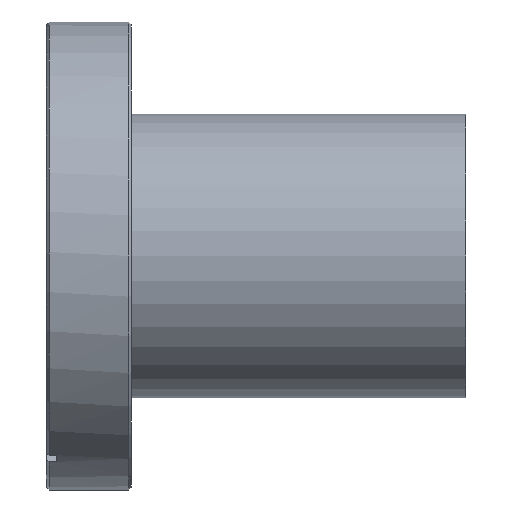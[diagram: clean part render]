
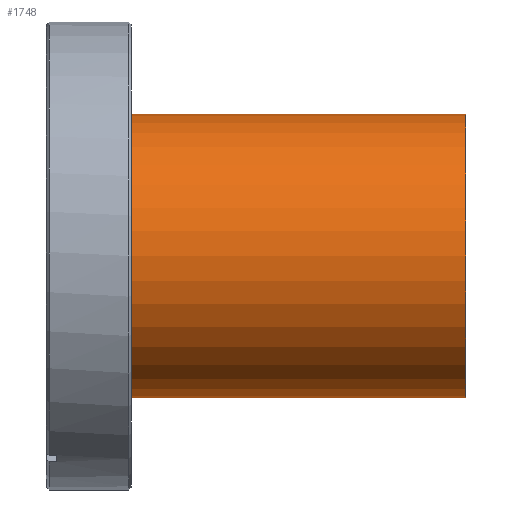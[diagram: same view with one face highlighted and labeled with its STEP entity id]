
A CAD part, left-side view. The second image highlights one B-rep face of the part: STEP entity #1748.
In plain terms, the highlighted cylindrical face has radius 21.2 mm (diameter 42.4 mm), a partial arc.
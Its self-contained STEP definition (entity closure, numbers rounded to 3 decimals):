
#26 = EDGE_CURVE ( 'NONE', #194, #27, #714, .T. ) ;
#27 = VERTEX_POINT ( 'NONE', #1898 ) ;
#107 = DIRECTION ( 'NONE',  ( 0., 0., 1. ) ) ;
#120 = LINE ( 'NONE', #1693, #1811 ) ;
#194 = VERTEX_POINT ( 'NONE', #1329 ) ;
#452 = CARTESIAN_POINT ( 'NONE',  ( 0., 57.4, 0. ) ) ;
#529 = EDGE_LOOP ( 'NONE', ( #1327, #1225, #691, #791 ) ) ;
#544 = AXIS2_PLACEMENT_3D ( 'NONE', #452, #1604, #1304 ) ;
#614 = CARTESIAN_POINT ( 'NONE',  ( 0., 57.4, 0. ) ) ;
#663 = AXIS2_PLACEMENT_3D ( 'NONE', #614, #1742, #107 ) ;
#684 = DIRECTION ( 'NONE',  ( 0., 1., 0. ) ) ;
#691 = ORIENTED_EDGE ( 'NONE', *, *, #1964, .T. ) ;
#714 = CIRCLE ( 'NONE', #663, 21.2 ) ;
#791 = ORIENTED_EDGE ( 'NONE', *, *, #2032, .T. ) ;
#821 = CARTESIAN_POINT ( 'NONE',  ( 0., 0., 0. ) ) ;
#991 = VERTEX_POINT ( 'NONE', #1882 ) ;
#1031 = AXIS2_PLACEMENT_3D ( 'NONE', #821, #684, #1821 ) ;
#1107 = LINE ( 'NONE', #1696, #1330 ) ;
#1225 = ORIENTED_EDGE ( 'NONE', *, *, #26, .F. ) ;
#1257 = CYLINDRICAL_SURFACE ( 'NONE', #544, 21.2 ) ;
#1293 = VERTEX_POINT ( 'NONE', #1385 ) ;
#1304 = DIRECTION ( 'NONE',  ( 0., 0., -1. ) ) ;
#1320 = CIRCLE ( 'NONE', #1031, 21.2 ) ;
#1327 = ORIENTED_EDGE ( 'NONE', *, *, #2005, .F. ) ;
#1329 = CARTESIAN_POINT ( 'NONE',  ( 0., 57.4, -21.2 ) ) ;
#1330 = VECTOR ( 'NONE', #2022, 1000. ) ;
#1385 = CARTESIAN_POINT ( 'NONE',  ( 0., 0., -21.2 ) ) ;
#1604 = DIRECTION ( 'NONE',  ( 0., -1., 0. ) ) ;
#1689 = FACE_OUTER_BOUND ( 'NONE', #529, .T. ) ;
#1693 = CARTESIAN_POINT ( 'NONE',  ( 0., 57.4, 21.2 ) ) ;
#1696 = CARTESIAN_POINT ( 'NONE',  ( 0., 57.4, -21.2 ) ) ;
#1742 = DIRECTION ( 'NONE',  ( 0., 1., 0. ) ) ;
#1748 = ADVANCED_FACE ( 'NONE', ( #1689 ), #1257, .T. ) ;
#1811 = VECTOR ( 'NONE', #1850, 1000. ) ;
#1821 = DIRECTION ( 'NONE',  ( 0., 0., 1. ) ) ;
#1850 = DIRECTION ( 'NONE',  ( 0., -1., 0. ) ) ;
#1882 = CARTESIAN_POINT ( 'NONE',  ( 0., 0., 21.2 ) ) ;
#1898 = CARTESIAN_POINT ( 'NONE',  ( 0., 57.4, 21.2 ) ) ;
#1964 = EDGE_CURVE ( 'NONE', #194, #1293, #1107, .T. ) ;
#2005 = EDGE_CURVE ( 'NONE', #27, #991, #120, .T. ) ;
#2022 = DIRECTION ( 'NONE',  ( 0., -1., 0. ) ) ;
#2032 = EDGE_CURVE ( 'NONE', #1293, #991, #1320, .T. ) ;
